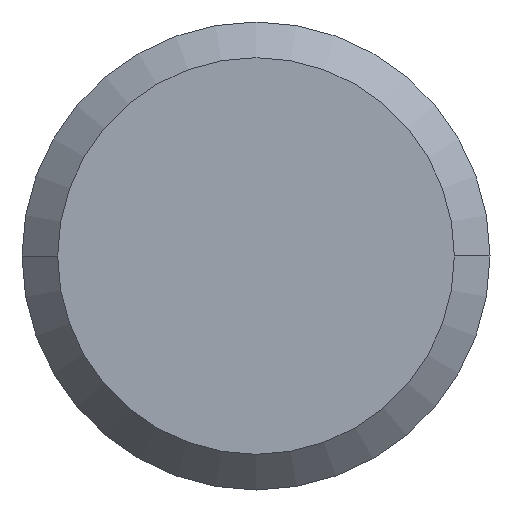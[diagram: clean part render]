
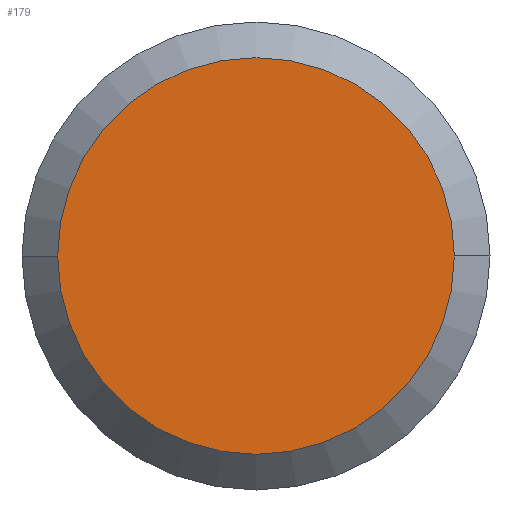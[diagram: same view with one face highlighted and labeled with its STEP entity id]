
A CAD part, left-side view. The second image highlights one B-rep face of the part: STEP entity #179.
In plain terms, the highlighted planar face has unit normal (-1, 0, 0).
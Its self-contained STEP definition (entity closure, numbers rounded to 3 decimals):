
#1 = PLANE ( 'NONE',  #308 ) ;
#10 = AXIS2_PLACEMENT_3D ( 'NONE', #74, #307, #245 ) ;
#15 = ORIENTED_EDGE ( 'NONE', *, *, #356, .F. ) ;
#20 = DIRECTION ( 'NONE',  ( 1., 0., 0. ) ) ;
#24 = VERTEX_POINT ( 'NONE', #321 ) ;
#54 = CARTESIAN_POINT ( 'NONE',  ( 0., 0., 0. ) ) ;
#74 = CARTESIAN_POINT ( 'NONE',  ( 0., 0., 0. ) ) ;
#84 = AXIS2_PLACEMENT_3D ( 'NONE', #54, #20, #122 ) ;
#119 = CIRCLE ( 'NONE', #10, 4.238 ) ;
#122 = DIRECTION ( 'NONE',  ( 0., 1., 0. ) ) ;
#129 = CARTESIAN_POINT ( 'NONE',  ( 0., 0., 0. ) ) ;
#156 = DIRECTION ( 'NONE',  ( 0., -1., 0. ) ) ;
#179 = ADVANCED_FACE ( 'NONE', ( #231 ), #1, .T. ) ;
#198 = DIRECTION ( 'NONE',  ( -1., 0., 0. ) ) ;
#220 = EDGE_LOOP ( 'NONE', ( #15, #299 ) ) ;
#226 = CARTESIAN_POINT ( 'NONE',  ( 0., 4.238, 0. ) ) ;
#231 = FACE_OUTER_BOUND ( 'NONE', #220, .T. ) ;
#245 = DIRECTION ( 'NONE',  ( 0., 1., 0. ) ) ;
#252 = EDGE_CURVE ( 'NONE', #24, #325, #119, .T. ) ;
#299 = ORIENTED_EDGE ( 'NONE', *, *, #252, .F. ) ;
#307 = DIRECTION ( 'NONE',  ( 1., 0., 0. ) ) ;
#308 = AXIS2_PLACEMENT_3D ( 'NONE', #129, #198, #156 ) ;
#321 = CARTESIAN_POINT ( 'NONE',  ( 0., -4.238, 0. ) ) ;
#325 = VERTEX_POINT ( 'NONE', #226 ) ;
#354 = CIRCLE ( 'NONE', #84, 4.238 ) ;
#356 = EDGE_CURVE ( 'NONE', #325, #24, #354, .T. ) ;
